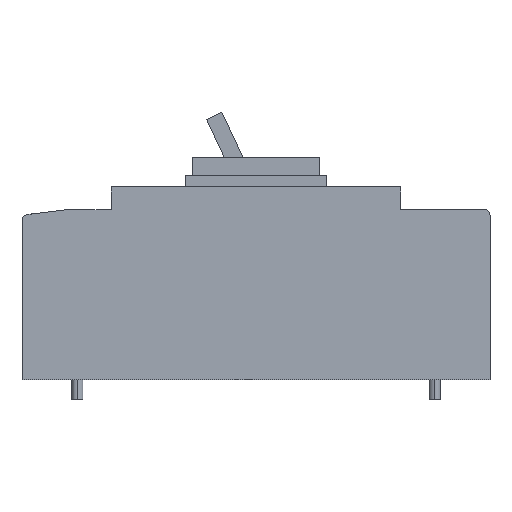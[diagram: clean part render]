
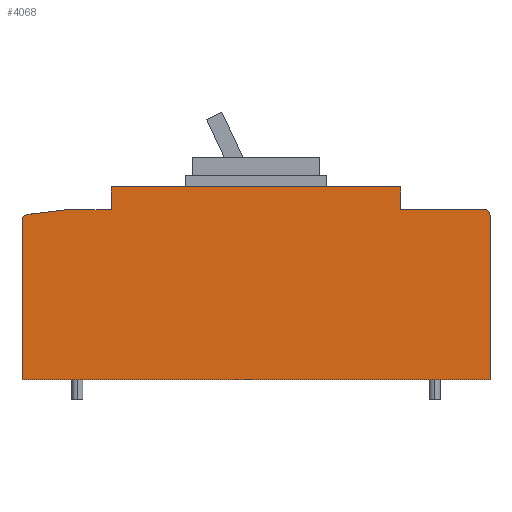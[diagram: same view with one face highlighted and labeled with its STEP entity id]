
A CAD part, left-side view. The second image highlights one B-rep face of the part: STEP entity #4068.
In plain terms, the highlighted planar face has unit normal (-1, 0, 0).
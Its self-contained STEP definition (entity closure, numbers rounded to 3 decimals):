
#366 = ORIENTED_EDGE ( 'NONE', *, *, #2159, .T. ) ;
#543 = DIRECTION ( 'NONE',  ( 0., 0., 1. ) ) ;
#642 = LINE ( 'NONE', #3814, #8175 ) ;
#675 = DIRECTION ( 'NONE',  ( -1., 0., 0. ) ) ;
#727 = EDGE_CURVE ( 'NONE', #8257, #10107, #5455, .T. ) ;
#822 = ORIENTED_EDGE ( 'NONE', *, *, #2367, .T. ) ;
#843 = CIRCLE ( 'NONE', #4430, 2. ) ;
#854 = DIRECTION ( 'NONE',  ( -1., 0., 0. ) ) ;
#865 = VECTOR ( 'NONE', #7313, 1000. ) ;
#1288 = VERTEX_POINT ( 'NONE', #10001 ) ;
#1459 = CARTESIAN_POINT ( 'NONE',  ( -52.5, 51., 60. ) ) ;
#1679 = ORIENTED_EDGE ( 'NONE', *, *, #2935, .F. ) ;
#1909 = LINE ( 'NONE', #7145, #11619 ) ;
#1941 = DIRECTION ( 'NONE',  ( 0., -1., 0. ) ) ;
#2159 = EDGE_CURVE ( 'NONE', #8414, #6475, #843, .T. ) ;
#2184 = CARTESIAN_POINT ( 'NONE',  ( -52.5, -82.5, 0. ) ) ;
#2367 = EDGE_CURVE ( 'NONE', #8033, #5362, #3475, .T. ) ;
#2642 = EDGE_LOOP ( 'NONE', ( #822, #8361, #9965, #4451, #9181, #366, #1679, #3717, #4620, #7873, #10068 ) ) ;
#2853 = CARTESIAN_POINT ( 'NONE',  ( -52.5, 66.5, 60. ) ) ;
#2926 = LINE ( 'NONE', #2963, #7657 ) ;
#2935 = EDGE_CURVE ( 'NONE', #3135, #6475, #7913, .T. ) ;
#2956 = VECTOR ( 'NONE', #4186, 1000. ) ;
#2963 = CARTESIAN_POINT ( 'NONE',  ( -52.5, 82.5, 60. ) ) ;
#3135 = VERTEX_POINT ( 'NONE', #12174 ) ;
#3426 = CARTESIAN_POINT ( 'NONE',  ( -52.5, 82.5, 0. ) ) ;
#3475 = LINE ( 'NONE', #2853, #11026 ) ;
#3602 = DIRECTION ( 'NONE',  ( 0., 0., -1. ) ) ;
#3625 = CARTESIAN_POINT ( 'NONE',  ( -52.5, 82.5, 56.234 ) ) ;
#3652 = EDGE_CURVE ( 'NONE', #8780, #1288, #642, .T. ) ;
#3662 = LINE ( 'NONE', #9200, #865 ) ;
#3717 = ORIENTED_EDGE ( 'NONE', *, *, #4360, .T. ) ;
#3814 = CARTESIAN_POINT ( 'NONE',  ( -52.5, 82.5, 68. ) ) ;
#3914 = DIRECTION ( 'NONE',  ( 0., -1., 0. ) ) ;
#4068 = ADVANCED_FACE ( 'NONE', ( #5192 ), #11174, .F. ) ;
#4079 = VECTOR ( 'NONE', #3602, 1000. ) ;
#4186 = DIRECTION ( 'NONE',  ( 0., -1., 0. ) ) ;
#4275 = DIRECTION ( 'NONE',  ( 0., 0., 1. ) ) ;
#4360 = EDGE_CURVE ( 'NONE', #3135, #1288, #1909, .T. ) ;
#4430 = AXIS2_PLACEMENT_3D ( 'NONE', #6316, #675, #7268 ) ;
#4451 = ORIENTED_EDGE ( 'NONE', *, *, #727, .T. ) ;
#4620 = ORIENTED_EDGE ( 'NONE', *, *, #3652, .F. ) ;
#4638 = CARTESIAN_POINT ( 'NONE',  ( -52.5, -82.5, 58. ) ) ;
#4682 = CIRCLE ( 'NONE', #7238, 2. ) ;
#5192 = FACE_OUTER_BOUND ( 'NONE', #2642, .T. ) ;
#5362 = VERTEX_POINT ( 'NONE', #6394 ) ;
#5388 = DIRECTION ( 'NONE',  ( 0., -1., 0. ) ) ;
#5455 = LINE ( 'NONE', #11386, #2956 ) ;
#5499 = DIRECTION ( 'NONE',  ( 0., 1., 0. ) ) ;
#5793 = EDGE_CURVE ( 'NONE', #9687, #8780, #11697, .T. ) ;
#6316 = CARTESIAN_POINT ( 'NONE',  ( -52.5, -80.5, 58. ) ) ;
#6394 = CARTESIAN_POINT ( 'NONE',  ( -52.5, 80.748, 58.219 ) ) ;
#6475 = VERTEX_POINT ( 'NONE', #7818 ) ;
#6504 = CARTESIAN_POINT ( 'NONE',  ( -52.5, 80.5, 56.234 ) ) ;
#6599 = LINE ( 'NONE', #10212, #4079 ) ;
#6859 = CARTESIAN_POINT ( 'NONE',  ( -52.5, 66.5, 60. ) ) ;
#6860 = VERTEX_POINT ( 'NONE', #3625 ) ;
#7145 = CARTESIAN_POINT ( 'NONE',  ( -52.5, -51., 60. ) ) ;
#7238 = AXIS2_PLACEMENT_3D ( 'NONE', #6504, #854, #7456 ) ;
#7268 = DIRECTION ( 'NONE',  ( 0., 1., 0. ) ) ;
#7313 = DIRECTION ( 'NONE',  ( 0., 0., -1. ) ) ;
#7456 = DIRECTION ( 'NONE',  ( 0., 1., 0. ) ) ;
#7657 = VECTOR ( 'NONE', #3914, 1000. ) ;
#7680 = EDGE_CURVE ( 'NONE', #6860, #8257, #3662, .T. ) ;
#7818 = CARTESIAN_POINT ( 'NONE',  ( -52.5, -80.5, 60. ) ) ;
#7873 = ORIENTED_EDGE ( 'NONE', *, *, #5793, .F. ) ;
#7913 = LINE ( 'NONE', #11983, #10110 ) ;
#7961 = EDGE_CURVE ( 'NONE', #8033, #9687, #2926, .T. ) ;
#8033 = VERTEX_POINT ( 'NONE', #6859 ) ;
#8175 = VECTOR ( 'NONE', #1941, 1000. ) ;
#8257 = VERTEX_POINT ( 'NONE', #3426 ) ;
#8336 = EDGE_CURVE ( 'NONE', #8414, #10107, #6599, .T. ) ;
#8361 = ORIENTED_EDGE ( 'NONE', *, *, #12146, .T. ) ;
#8414 = VERTEX_POINT ( 'NONE', #4638 ) ;
#8780 = VERTEX_POINT ( 'NONE', #11764 ) ;
#8903 = VECTOR ( 'NONE', #4275, 1000. ) ;
#9181 = ORIENTED_EDGE ( 'NONE', *, *, #8336, .F. ) ;
#9200 = CARTESIAN_POINT ( 'NONE',  ( -52.5, 82.5, 68. ) ) ;
#9242 = DIRECTION ( 'NONE',  ( 1., 0., 0. ) ) ;
#9464 = DIRECTION ( 'NONE',  ( 0., 0.992, -0.124 ) ) ;
#9687 = VERTEX_POINT ( 'NONE', #10009 ) ;
#9965 = ORIENTED_EDGE ( 'NONE', *, *, #7680, .T. ) ;
#10001 = CARTESIAN_POINT ( 'NONE',  ( -52.5, -51., 68. ) ) ;
#10009 = CARTESIAN_POINT ( 'NONE',  ( -52.5, 51., 60. ) ) ;
#10068 = ORIENTED_EDGE ( 'NONE', *, *, #7961, .F. ) ;
#10107 = VERTEX_POINT ( 'NONE', #2184 ) ;
#10110 = VECTOR ( 'NONE', #5388, 1000. ) ;
#10115 = AXIS2_PLACEMENT_3D ( 'NONE', #10224, #9242, #5499 ) ;
#10212 = CARTESIAN_POINT ( 'NONE',  ( -52.5, -82.5, 68. ) ) ;
#10224 = CARTESIAN_POINT ( 'NONE',  ( -52.5, 82.5, 68. ) ) ;
#11026 = VECTOR ( 'NONE', #9464, 1000. ) ;
#11174 = PLANE ( 'NONE',  #10115 ) ;
#11386 = CARTESIAN_POINT ( 'NONE',  ( -52.5, 82.5, 0. ) ) ;
#11619 = VECTOR ( 'NONE', #543, 1000. ) ;
#11697 = LINE ( 'NONE', #1459, #8903 ) ;
#11764 = CARTESIAN_POINT ( 'NONE',  ( -52.5, 51., 68. ) ) ;
#11983 = CARTESIAN_POINT ( 'NONE',  ( -52.5, -82.5, 60. ) ) ;
#12146 = EDGE_CURVE ( 'NONE', #5362, #6860, #4682, .T. ) ;
#12174 = CARTESIAN_POINT ( 'NONE',  ( -52.5, -51., 60. ) ) ;
